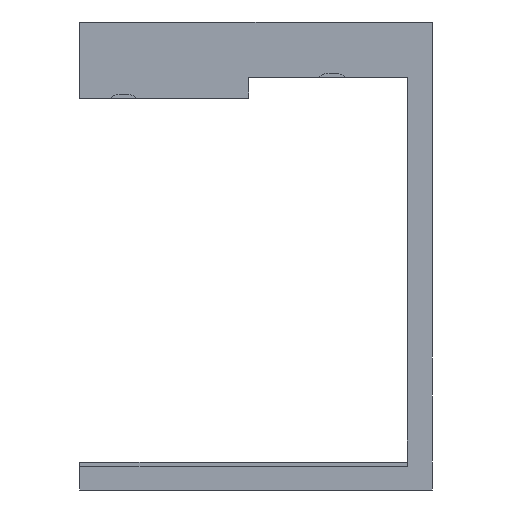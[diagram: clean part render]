
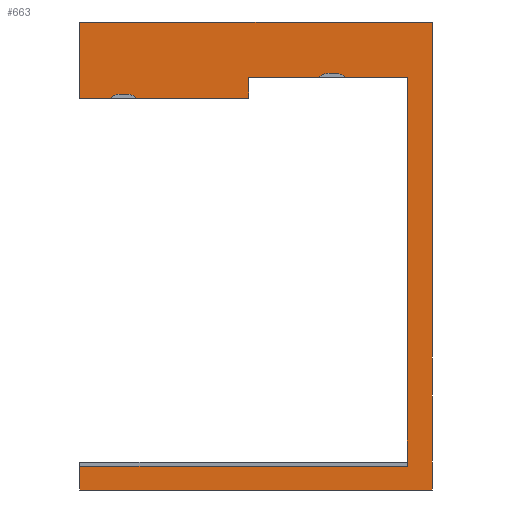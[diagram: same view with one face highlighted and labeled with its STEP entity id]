
A CAD part, front view. The second image highlights one B-rep face of the part: STEP entity #663.
In plain terms, the highlighted planar face has unit normal (0, -1, 0).
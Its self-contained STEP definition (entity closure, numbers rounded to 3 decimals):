
#27=CIRCLE('',#728,5.696);
#28=CIRCLE('',#729,6.509);
#29=CIRCLE('',#730,5.696);
#30=CIRCLE('',#731,6.509);
#57=FACE_OUTER_BOUND('',#92,.T.);
#92=EDGE_LOOP('',(#529,#530,#531,#532,#533,#534,#535,#536,#537,#538,#539,
#540,#541,#542,#543,#544,#545,#546));
#111=LINE('',#943,#192);
#117=LINE('',#956,#198);
#130=LINE('',#982,#211);
#155=LINE('',#1043,#236);
#162=LINE('',#1057,#243);
#164=LINE('',#1061,#245);
#165=LINE('',#1065,#246);
#166=LINE('',#1068,#247);
#167=LINE('',#1070,#248);
#168=LINE('',#1074,#249);
#169=LINE('',#1077,#250);
#170=LINE('',#1078,#251);
#171=LINE('',#1080,#252);
#172=LINE('',#1081,#253);
#192=VECTOR('',#758,10.);
#198=VECTOR('',#766,10.);
#211=VECTOR('',#785,10.);
#236=VECTOR('',#846,10.);
#243=VECTOR('',#859,10.);
#245=VECTOR('',#863,10.);
#246=VECTOR('',#866,10.);
#247=VECTOR('',#869,10.);
#248=VECTOR('',#870,10.);
#249=VECTOR('',#873,10.);
#250=VECTOR('',#876,10.);
#251=VECTOR('',#877,10.);
#252=VECTOR('',#878,10.);
#253=VECTOR('',#879,10.);
#273=VERTEX_POINT('',#940);
#274=VERTEX_POINT('',#942);
#279=VERTEX_POINT('',#953);
#280=VERTEX_POINT('',#955);
#290=VERTEX_POINT('',#981);
#307=VERTEX_POINT('',#1040);
#308=VERTEX_POINT('',#1042);
#311=VERTEX_POINT('',#1054);
#312=VERTEX_POINT('',#1056);
#313=VERTEX_POINT('',#1060);
#314=VERTEX_POINT('',#1062);
#315=VERTEX_POINT('',#1064);
#316=VERTEX_POINT('',#1066);
#317=VERTEX_POINT('',#1069);
#318=VERTEX_POINT('',#1071);
#319=VERTEX_POINT('',#1073);
#320=VERTEX_POINT('',#1075);
#321=VERTEX_POINT('',#1079);
#335=EDGE_CURVE('',#273,#274,#111,.T.);
#341=EDGE_CURVE('',#279,#280,#117,.T.);
#354=EDGE_CURVE('',#280,#290,#130,.T.);
#385=EDGE_CURVE('',#308,#307,#155,.T.);
#392=EDGE_CURVE('',#311,#312,#162,.T.);
#394=EDGE_CURVE('',#313,#279,#164,.T.);
#395=EDGE_CURVE('',#314,#313,#27,.T.);
#396=EDGE_CURVE('',#315,#314,#165,.T.);
#397=EDGE_CURVE('',#316,#315,#28,.T.);
#398=EDGE_CURVE('',#316,#308,#166,.T.);
#399=EDGE_CURVE('',#317,#307,#167,.T.);
#400=EDGE_CURVE('',#318,#317,#29,.T.);
#401=EDGE_CURVE('',#319,#318,#168,.T.);
#402=EDGE_CURVE('',#320,#319,#30,.T.);
#403=EDGE_CURVE('',#312,#320,#169,.T.);
#404=EDGE_CURVE('',#274,#311,#170,.T.);
#405=EDGE_CURVE('',#321,#273,#171,.T.);
#406=EDGE_CURVE('',#290,#321,#172,.T.);
#529=ORIENTED_EDGE('',*,*,#341,.F.);
#530=ORIENTED_EDGE('',*,*,#394,.F.);
#531=ORIENTED_EDGE('',*,*,#395,.F.);
#532=ORIENTED_EDGE('',*,*,#396,.F.);
#533=ORIENTED_EDGE('',*,*,#397,.F.);
#534=ORIENTED_EDGE('',*,*,#398,.T.);
#535=ORIENTED_EDGE('',*,*,#385,.T.);
#536=ORIENTED_EDGE('',*,*,#399,.F.);
#537=ORIENTED_EDGE('',*,*,#400,.F.);
#538=ORIENTED_EDGE('',*,*,#401,.F.);
#539=ORIENTED_EDGE('',*,*,#402,.F.);
#540=ORIENTED_EDGE('',*,*,#403,.F.);
#541=ORIENTED_EDGE('',*,*,#392,.F.);
#542=ORIENTED_EDGE('',*,*,#404,.F.);
#543=ORIENTED_EDGE('',*,*,#335,.F.);
#544=ORIENTED_EDGE('',*,*,#405,.F.);
#545=ORIENTED_EDGE('',*,*,#406,.F.);
#546=ORIENTED_EDGE('',*,*,#354,.F.);
#632=PLANE('',#727);
#663=ADVANCED_FACE('',(#57),#632,.F.);
#727=AXIS2_PLACEMENT_3D('',#1059,#861,#862);
#728=AXIS2_PLACEMENT_3D('',#1063,#864,#865);
#729=AXIS2_PLACEMENT_3D('',#1067,#867,#868);
#730=AXIS2_PLACEMENT_3D('',#1072,#871,#872);
#731=AXIS2_PLACEMENT_3D('',#1076,#874,#875);
#758=DIRECTION('',(0.,0.,1.));
#766=DIRECTION('',(0.,0.,1.));
#785=DIRECTION('',(1.,0.,0.));
#846=DIRECTION('',(0.,0.,1.));
#859=DIRECTION('',(0.,0.,1.));
#861=DIRECTION('center_axis',(0.,1.,0.));
#862=DIRECTION('ref_axis',(0.,0.,1.));
#863=DIRECTION('',(-1.,0.,0.));
#864=DIRECTION('center_axis',(0.,-1.,0.));
#865=DIRECTION('ref_axis',(0.659,0.,-0.752));
#866=DIRECTION('',(-1.,0.,0.));
#867=DIRECTION('center_axis',(0.,-1.,0.));
#868=DIRECTION('ref_axis',(-0.217,0.,-0.976));
#869=DIRECTION('',(1.,0.,0.));
#870=DIRECTION('',(-1.,0.,0.));
#871=DIRECTION('center_axis',(0.,-1.,0.));
#872=DIRECTION('ref_axis',(0.659,0.,-0.752));
#873=DIRECTION('',(-1.,0.,0.));
#874=DIRECTION('center_axis',(0.,-1.,0.));
#875=DIRECTION('ref_axis',(-0.217,0.,-0.976));
#876=DIRECTION('',(-1.,0.,0.));
#877=DIRECTION('',(1.,0.,0.));
#878=DIRECTION('',(-1.,0.,0.));
#879=DIRECTION('',(0.,0.,-1.));
#940=CARTESIAN_POINT('',(36.235,0.,-72.751));
#942=CARTESIAN_POINT('',(36.235,0.,-64.587));
#943=CARTESIAN_POINT('',(36.235,0.,7.013));
#953=CARTESIAN_POINT('',(36.235,0.,60.778));
#955=CARTESIAN_POINT('',(36.235,0.,86.778));
#956=CARTESIAN_POINT('',(36.235,0.,7.013));
#981=CARTESIAN_POINT('',(156.235,0.,86.778));
#982=CARTESIAN_POINT('',(-147.365,0.,86.778));
#1040=CARTESIAN_POINT('',(93.735,0.,67.928));
#1042=CARTESIAN_POINT('',(93.735,0.,60.778));
#1043=CARTESIAN_POINT('',(93.735,0.,36.471));
#1054=CARTESIAN_POINT('',(147.735,0.,-64.587));
#1056=CARTESIAN_POINT('',(147.735,0.,67.928));
#1057=CARTESIAN_POINT('',(147.735,0.,-64.587));
#1059=CARTESIAN_POINT('Origin',(4.435,0.,7.013));
#1060=CARTESIAN_POINT('',(46.461,0.,60.778));
#1061=CARTESIAN_POINT('',(46.461,0.,60.778));
#1062=CARTESIAN_POINT('',(50.03,0.,62.187));
#1063=CARTESIAN_POINT('Origin',(50.214,0.,56.494));
#1064=CARTESIAN_POINT('',(52.836,0.,62.187));
#1065=CARTESIAN_POINT('',(52.836,0.,62.187));
#1066=CARTESIAN_POINT('',(55.655,0.,60.778));
#1067=CARTESIAN_POINT('Origin',(51.422,0.,55.833));
#1068=CARTESIAN_POINT('',(91.735,0.,60.778));
#1069=CARTESIAN_POINT('',(117.612,0.,67.928));
#1070=CARTESIAN_POINT('',(117.612,0.,67.928));
#1071=CARTESIAN_POINT('',(121.181,0.,69.337));
#1072=CARTESIAN_POINT('Origin',(121.366,0.,63.644));
#1073=CARTESIAN_POINT('',(123.988,0.,69.337));
#1074=CARTESIAN_POINT('',(123.988,0.,69.337));
#1075=CARTESIAN_POINT('',(126.806,0.,67.928));
#1076=CARTESIAN_POINT('Origin',(122.573,0.,62.983));
#1077=CARTESIAN_POINT('',(147.735,0.,67.928));
#1078=CARTESIAN_POINT('',(27.735,0.,-64.587));
#1079=CARTESIAN_POINT('',(156.235,0.,-72.751));
#1080=CARTESIAN_POINT('',(156.235,0.,-72.751));
#1081=CARTESIAN_POINT('',(156.235,0.,86.778));
